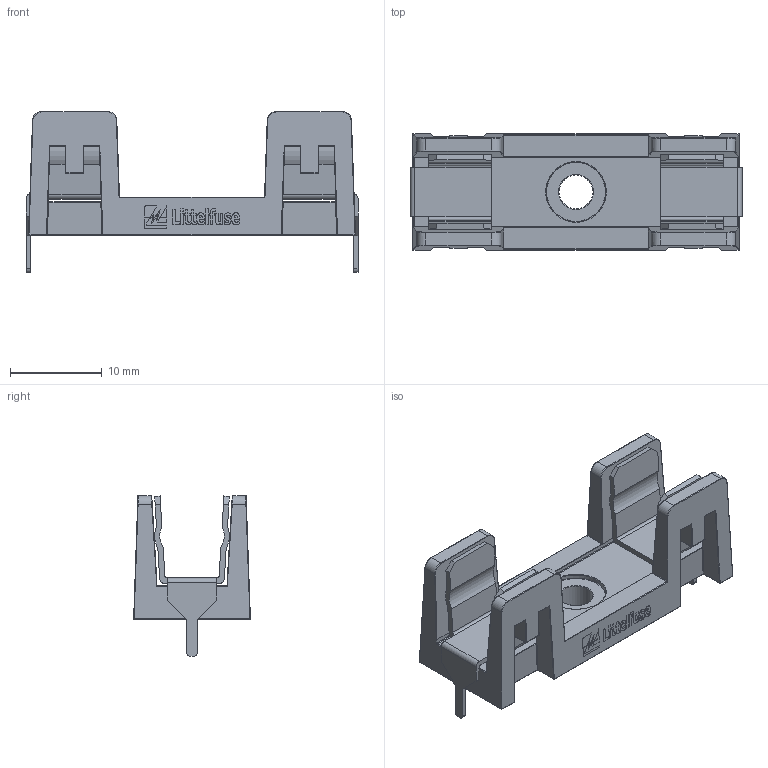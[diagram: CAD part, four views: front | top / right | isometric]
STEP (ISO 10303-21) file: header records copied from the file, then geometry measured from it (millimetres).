
FILE_DESCRIPTION(/* description */ (''),/* implementation_level */ '2;1');
FILE_NAME(/* name */ 'Littelfuse 03540101ZXGY.stp',/* time_stamp */ '2020-03-25T15:57:23-04:00',/* author */ ('Ricardo'),/* organization */ (''),/* preprocessor_version */ 'ST-DEVELOPER v18',/* originating_system */ 'Autodesk Inventor 2020',/* authorisation */ '');
FILE_SCHEMA (('AUTOMOTIVE_DESIGN { 1 0 10303 214 3 1 1 }'));
Length unit declared in the file: millimetre
Products named in the file (4): Littelfuse 64600001223; base plastic; pins; logo
Assembly tree (3 placements, depth 2):
  Littelfuse 64600001223
    base plastic
    pins
    logo
Bounding box: 36.1 x 12.7 x 17.5 mm (x, y, z)
Volume: 2107.5 mm3; surface area: 3001.6 mm2
Topology: 15 solids, 15 shells, 725 faces, 1814 edges, 1113 vertices
Faces by surface type: plane 253, cylinder 209, bspline 203, sphere 40, torus 20
Full cylindrical faces by diameter (mm): 3.7 x1, 6.497 x1
Entity records: 27288 total; most frequent: CARTESIAN_POINT 10617, ORIENTED_EDGE 3594, DIRECTION 3182, EDGE_CURVE 1797, AXIS2_PLACEMENT_3D 1110, VERTEX_POINT 1095, LINE 962, VECTOR 962
